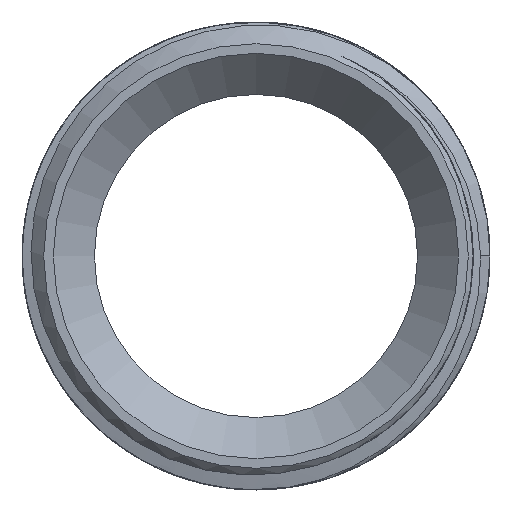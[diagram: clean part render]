
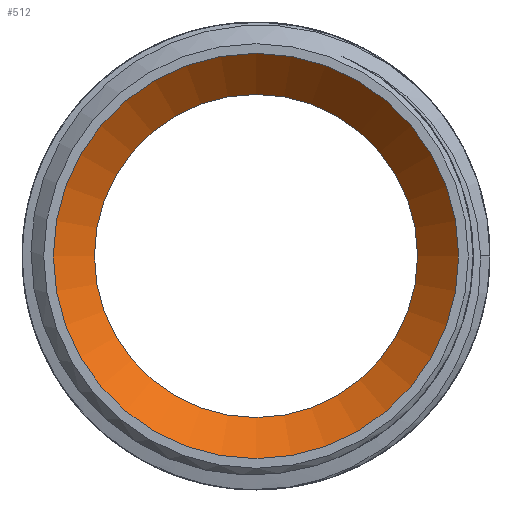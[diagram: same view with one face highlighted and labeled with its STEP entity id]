
A CAD part, left-side view. The second image highlights one B-rep face of the part: STEP entity #512.
In plain terms, the highlighted conical face has half-angle 45 degrees and reference radius 19.609 mm.
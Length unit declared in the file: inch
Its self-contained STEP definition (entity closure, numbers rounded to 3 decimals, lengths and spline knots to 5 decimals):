
#70=FACE_OUTER_BOUND('',#102,.T.);
#102=EDGE_LOOP('',(#470,#471,#472,#473));
#159=LINE('',#3500,#175);
#175=VECTOR('',#689,0.772);
#190=CIRCLE('',#565,0.685);
#198=CIRCLE('',#581,0.859);
#240=VERTEX_POINT('',#1607);
#248=VERTEX_POINT('',#3499);
#305=EDGE_CURVE('',#240,#240,#190,.T.);
#324=EDGE_CURVE('',#240,#248,#159,.T.);
#325=EDGE_CURVE('',#248,#248,#198,.T.);
#470=ORIENTED_EDGE('',*,*,#305,.T.);
#471=ORIENTED_EDGE('',*,*,#324,.T.);
#472=ORIENTED_EDGE('',*,*,#325,.F.);
#473=ORIENTED_EDGE('',*,*,#324,.F.);
#483=CONICAL_SURFACE('',#580,0.772,0.785);
#512=ADVANCED_FACE('',(#70),#483,.F.);
#565=AXIS2_PLACEMENT_3D('',#1609,#656,#657);
#580=AXIS2_PLACEMENT_3D('',#3498,#687,#688);
#581=AXIS2_PLACEMENT_3D('',#3501,#690,#691);
#656=DIRECTION('center_axis',(1.,0.,0.));
#657=DIRECTION('ref_axis',(0.,0.,-1.));
#687=DIRECTION('center_axis',(-1.,0.,0.));
#688=DIRECTION('ref_axis',(0.,1.,0.));
#689=DIRECTION('',(-0.707,-0.707,0.));
#690=DIRECTION('center_axis',(1.,0.,0.));
#691=DIRECTION('ref_axis',(0.,0.,-1.));
#1607=CARTESIAN_POINT('',(0.174,-0.685,0.));
#1609=CARTESIAN_POINT('Origin',(0.174,0.,0.));
#3498=CARTESIAN_POINT('Origin',(0.087,0.,0.));
#3499=CARTESIAN_POINT('',(0.,-0.859,0.));
#3500=CARTESIAN_POINT('',(0.087,-0.772,0.));
#3501=CARTESIAN_POINT('Origin',(0.,0.,0.));
